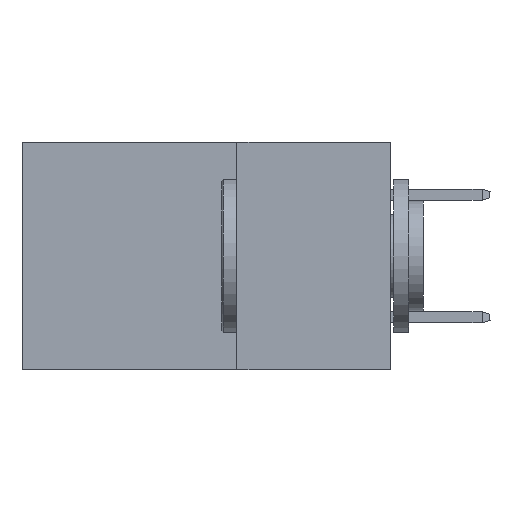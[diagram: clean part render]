
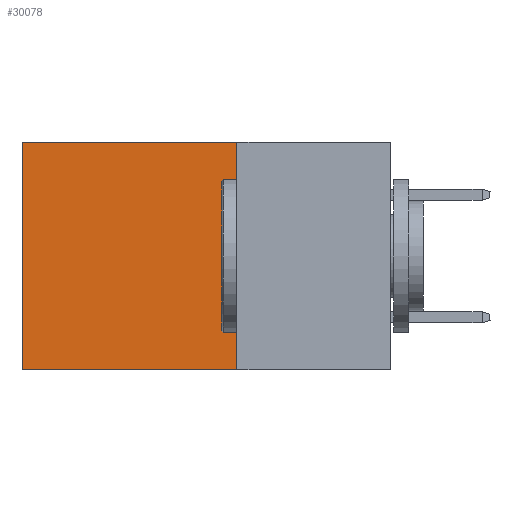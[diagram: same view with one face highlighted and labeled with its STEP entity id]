
A CAD part, left-side view. The second image highlights one B-rep face of the part: STEP entity #30078.
In plain terms, the highlighted planar face has unit normal (-1, 0, 0).
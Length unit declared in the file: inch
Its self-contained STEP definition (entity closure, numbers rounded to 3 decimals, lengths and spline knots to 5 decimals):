
#1642 = CARTESIAN_POINT ( 'NONE',  ( 0.2875, 0.25, 0. ) ) ;
#2389 = LINE ( 'NONE', #22725, #8741 ) ;
#3094 = DIRECTION ( 'NONE',  ( 1., 0., 0. ) ) ;
#5829 = VERTEX_POINT ( 'NONE', #1642 ) ;
#6962 = CARTESIAN_POINT ( 'NONE',  ( 0.2875, 0.25, -0.37 ) ) ;
#7189 = VERTEX_POINT ( 'NONE', #9579 ) ;
#7255 = VERTEX_POINT ( 'NONE', #6962 ) ;
#8741 = VECTOR ( 'NONE', #24980, 39.37008 ) ;
#9579 = CARTESIAN_POINT ( 'NONE',  ( 0.2875, 0.6, -0.37 ) ) ;
#10068 = EDGE_CURVE ( 'NONE', #5829, #7255, #2389, .T. ) ;
#13241 = EDGE_CURVE ( 'NONE', #5829, #19043, #27928, .T. ) ;
#14229 = DIRECTION ( 'NONE',  ( 0., 0., -1. ) ) ;
#14520 = AXIS2_PLACEMENT_3D ( 'NONE', #30254, #3094, #14229 ) ;
#15774 = CARTESIAN_POINT ( 'NONE',  ( 0.2875, 0.25, 0. ) ) ;
#16679 = DIRECTION ( 'NONE',  ( 0., 0., -1. ) ) ;
#16980 = VECTOR ( 'NONE', #18698, 39.37008 ) ;
#17191 = DIRECTION ( 'NONE',  ( 0., 1., 0. ) ) ;
#17418 = CARTESIAN_POINT ( 'NONE',  ( 0.2875, 0.25, -0.37 ) ) ;
#18004 = EDGE_LOOP ( 'NONE', ( #30215, #30355, #22801, #31194 ) ) ;
#18007 = VECTOR ( 'NONE', #16679, 39.37008 ) ;
#18420 = LINE ( 'NONE', #21828, #18007 ) ;
#18698 = DIRECTION ( 'NONE',  ( 0., 1., 0. ) ) ;
#18983 = VECTOR ( 'NONE', #17191, 39.37008 ) ;
#19031 = EDGE_CURVE ( 'NONE', #7255, #7189, #23142, .T. ) ;
#19043 = VERTEX_POINT ( 'NONE', #20330 ) ;
#20330 = CARTESIAN_POINT ( 'NONE',  ( 0.2875, 0.6, 0. ) ) ;
#21828 = CARTESIAN_POINT ( 'NONE',  ( 0.2875, 0.6, 0. ) ) ;
#22725 = CARTESIAN_POINT ( 'NONE',  ( 0.2875, 0.25, 0. ) ) ;
#22801 = ORIENTED_EDGE ( 'NONE', *, *, #10068, .F. ) ;
#23142 = LINE ( 'NONE', #17418, #18983 ) ;
#24980 = DIRECTION ( 'NONE',  ( 0., 0., -1. ) ) ;
#25405 = FACE_OUTER_BOUND ( 'NONE', #18004, .T. ) ;
#25818 = EDGE_CURVE ( 'NONE', #19043, #7189, #18420, .T. ) ;
#27881 = PLANE ( 'NONE',  #14520 ) ;
#27928 = LINE ( 'NONE', #15774, #16980 ) ;
#30078 = ADVANCED_FACE ( 'NONE', ( #25405 ), #27881, .F. ) ;
#30215 = ORIENTED_EDGE ( 'NONE', *, *, #25818, .T. ) ;
#30254 = CARTESIAN_POINT ( 'NONE',  ( 0.2875, 0.25, 0. ) ) ;
#30355 = ORIENTED_EDGE ( 'NONE', *, *, #19031, .F. ) ;
#31194 = ORIENTED_EDGE ( 'NONE', *, *, #13241, .T. ) ;
